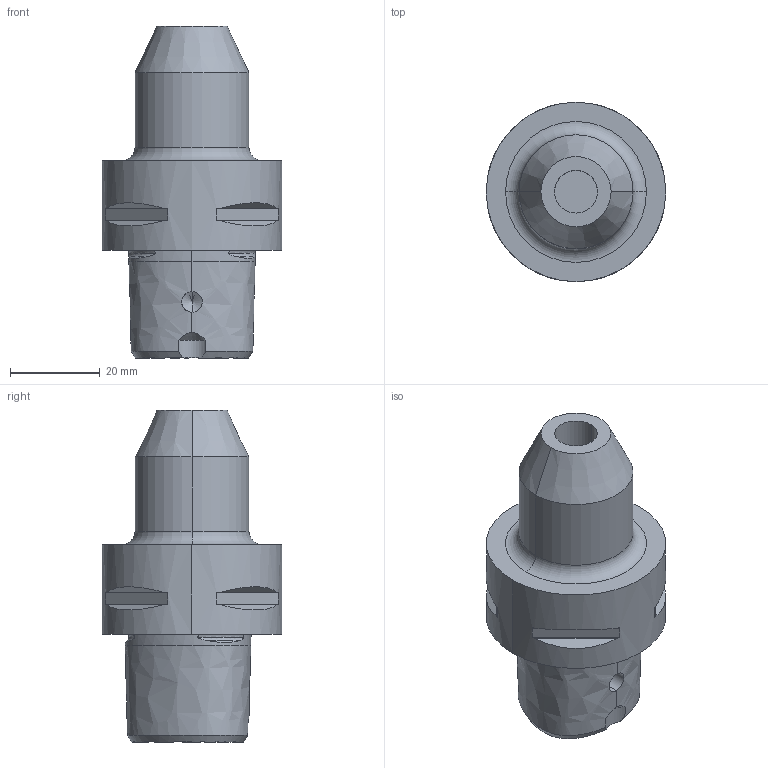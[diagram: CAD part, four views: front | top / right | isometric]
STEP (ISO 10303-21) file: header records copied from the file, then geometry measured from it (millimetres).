
FILE_DESCRIPTION (( 'STEP AP203' ), '1' );
FILE_NAME ('STP-141.653.56.197.STEP', '2020-06-08T06:13:57', ( '' ), ( '' ), 'SwSTEP 2.0', 'SolidWorks 2017', '' );
FILE_SCHEMA (( 'CONFIG_CONTROL_DESIGN' ));
Length unit declared in the file: millimetre
Products named in the file (1): STP-141.653.56.197
Bounding box: 40 x 40 x 74 mm (x, y, z)
Volume: 43240.8 mm3; surface area: 11738.1 mm2
Topology: 1 solids, 1 shells, 82 faces, 190 edges, 117 vertices
Faces by surface type: plane 30, cylinder 19, cone 16, torus 11, bspline 6
Entity records: 4472 total; most frequent: CARTESIAN_POINT 2598, ORIENTED_EDGE 376, DIRECTION 370, EDGE_CURVE 188, AXIS2_PLACEMENT_3D 158, VERTEX_POINT 117, EDGE_LOOP 93, ADVANCED_FACE 82
